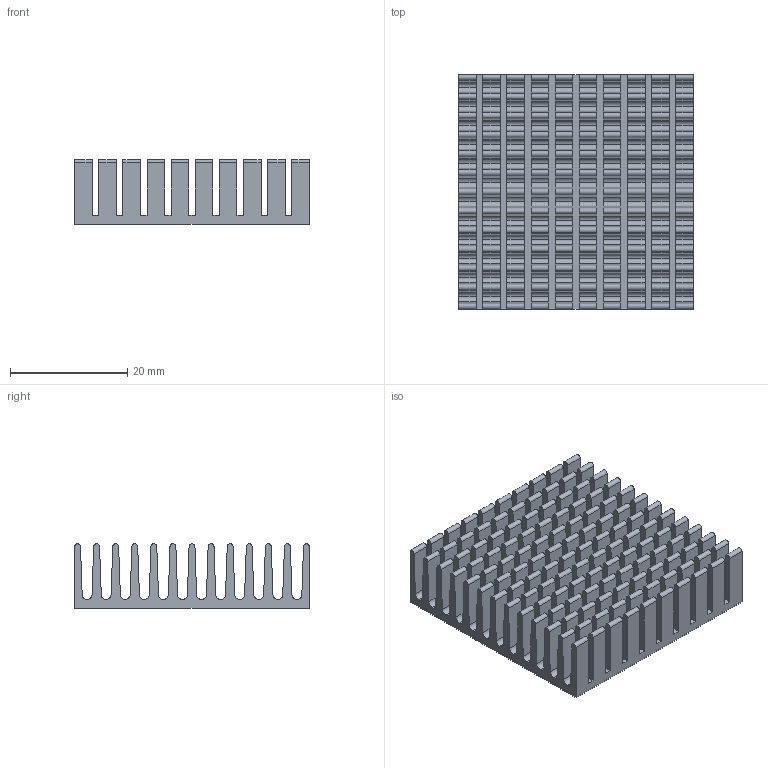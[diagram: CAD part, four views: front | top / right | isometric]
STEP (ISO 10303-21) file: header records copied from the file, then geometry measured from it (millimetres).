
FILE_DESCRIPTION (( 'STEP AP214' ), '1' );
FILE_NAME ('Nema 17 heatsink.STEP', '2025-09-18T19:08:12', ( '' ), ( '' ), 'SwSTEP 2.0', 'SolidWorks 2024', '' );
FILE_SCHEMA (( 'AUTOMOTIVE_DESIGN' ));
Length unit declared in the file: millimetre
Products named in the file (1): Nema 17 heatsink
Bounding box: 40 x 40 x 11 mm (x, y, z)
Volume: 7185.6 mm3; surface area: 13411.5 mm2
Topology: 1 solids, 1 shells, 858 faces, 2136 edges, 1280 vertices
Faces by surface type: plane 488, cylinder 370
Entity records: 25147 total; most frequent: DIRECTION 4594, CARTESIAN_POINT 4275, ORIENTED_EDGE 4272, EDGE_CURVE 2136, AXIS2_PLACEMENT_3D 1599, LINE 1396, VECTOR 1396, VERTEX_POINT 1280
